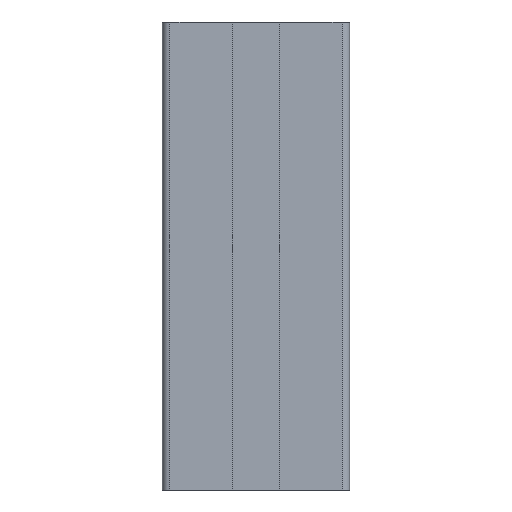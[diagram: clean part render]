
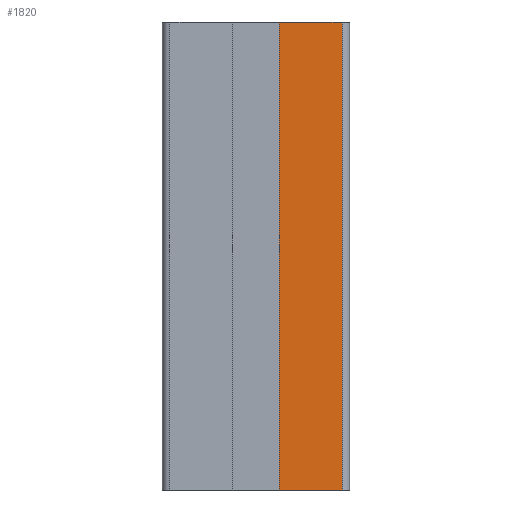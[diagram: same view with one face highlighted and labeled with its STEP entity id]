
A CAD part, front view. The second image highlights one B-rep face of the part: STEP entity #1820.
In plain terms, the highlighted face is planar.
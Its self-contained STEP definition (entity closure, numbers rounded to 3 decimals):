
#500=CARTESIAN_POINT('',(-16.83,5.338,100.));
#510=VERTEX_POINT('',#500);
#560=CARTESIAN_POINT('',(-16.83,5.338,100.));
#570=DIRECTION('',(0.,0.,-1.));
#580=VECTOR('',#570,1.);
#590=LINE('',#560,#580);
#600=CARTESIAN_POINT('',(-16.83,5.338,0.));
#610=VERTEX_POINT('',#600);
#620=EDGE_CURVE('',#510,#610,#590,.T.);
#1520=CARTESIAN_POINT('',(-31.83,5.338,100.));
#1530=DIRECTION('',(-0.,-1.,-0.));
#1540=DIRECTION('',(-1.,0.,0.));
#1550=AXIS2_PLACEMENT_3D('',#1520,#1530,#1540);
#1560=PLANE('',#1550);
#1570=CARTESIAN_POINT('',(-31.83,5.338,0.));
#1580=DIRECTION('',(1.,0.,0.));
#1590=VECTOR('',#1580,1.);
#1600=LINE('',#1570,#1590);
#1610=CARTESIAN_POINT('',(-30.23,5.338,0.));
#1620=VERTEX_POINT('',#1610);
#1630=EDGE_CURVE('',#1620,#610,#1600,.T.);
#1640=ORIENTED_EDGE('',*,*,#1630,.F.);
#1650=ORIENTED_EDGE('',*,*,#620,.T.);
#1660=CARTESIAN_POINT('',(-31.83,5.338,100.));
#1670=DIRECTION('',(1.,0.,0.));
#1680=VECTOR('',#1670,1.);
#1690=LINE('',#1660,#1680);
#1700=CARTESIAN_POINT('',(-30.23,5.338,100.));
#1710=VERTEX_POINT('',#1700);
#1720=EDGE_CURVE('',#1710,#510,#1690,.T.);
#1730=ORIENTED_EDGE('',*,*,#1720,.T.);
#1740=CARTESIAN_POINT('',(-30.23,5.338,
0.));
#1750=DIRECTION('',(0.,0.,1.));
#1760=VECTOR('',#1750,1.);
#1770=LINE('',#1740,#1760);
#1780=EDGE_CURVE('',#1620,#1710,#1770,.T.);
#1790=ORIENTED_EDGE('',*,*,#1780,.T.);
#1800=EDGE_LOOP('',(#1790,#1730,#1650,#1640));
#1810=FACE_OUTER_BOUND('',#1800,.T.);
#1820=ADVANCED_FACE('',(#1810),#1560,.F.);
